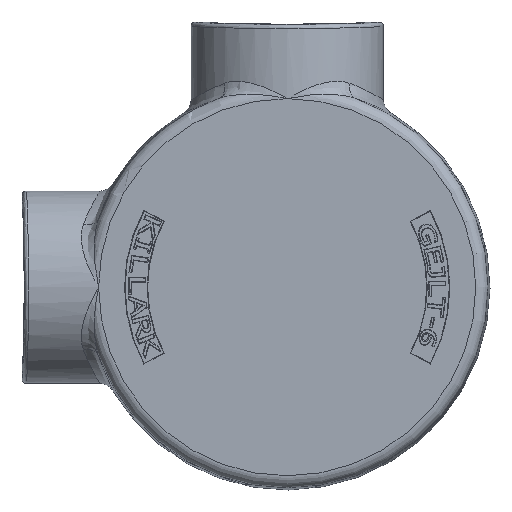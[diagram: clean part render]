
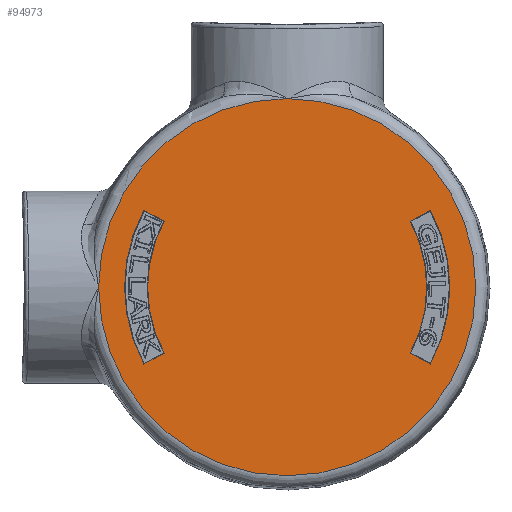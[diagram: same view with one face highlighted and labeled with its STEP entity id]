
A CAD part, front view. The second image highlights one B-rep face of the part: STEP entity #94973.
In plain terms, the highlighted planar face has unit normal (0, -1, 0).
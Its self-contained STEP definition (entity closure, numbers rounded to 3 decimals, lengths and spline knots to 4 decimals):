
#9189=FACE_BOUND('',#18328,.T.);
#9190=FACE_BOUND('',#18329,.T.);
#9767=PLANE('',#100160);
#13190=FACE_OUTER_BOUND('',#18327,.T.);
#18327=EDGE_LOOP('',(#68092,#68093));
#18328=EDGE_LOOP('',(#68094,#68095,#68096,#68097));
#18329=EDGE_LOOP('',(#68098,#68099,#68100,#68101));
#24077=LINE('',#124984,#33856);
#24078=LINE('',#124996,#33857);
#24079=LINE('',#125008,#33858);
#24080=LINE('',#125020,#33859);
#33856=VECTOR('',#104742,0.3937);
#33857=VECTOR('',#104749,0.3937);
#33858=VECTOR('',#104756,0.3937);
#33859=VECTOR('',#104763,0.3937);
#43202=CIRCLE('',#100150,2.1791);
#43203=CIRCLE('',#100153,2.5396);
#43204=CIRCLE('',#100156,2.1791);
#43205=CIRCLE('',#100159,2.5396);
#43206=CIRCLE('',#100161,2.9447);
#43207=CIRCLE('',#100162,2.9447);
#44042=VERTEX_POINT('',#124979);
#44043=VERTEX_POINT('',#124983);
#44044=VERTEX_POINT('',#124989);
#44045=VERTEX_POINT('',#124995);
#44046=VERTEX_POINT('',#125003);
#44047=VERTEX_POINT('',#125007);
#44048=VERTEX_POINT('',#125013);
#44049=VERTEX_POINT('',#125019);
#44050=VERTEX_POINT('',#125027);
#44051=VERTEX_POINT('',#125028);
#53511=EDGE_CURVE('',#44043,#44042,#24077,.T.);
#53513=EDGE_CURVE('',#44044,#44043,#43202,.T.);
#53515=EDGE_CURVE('',#44045,#44044,#24078,.T.);
#53517=EDGE_CURVE('',#44042,#44045,#43203,.T.);
#53519=EDGE_CURVE('',#44047,#44046,#24079,.T.);
#53521=EDGE_CURVE('',#44048,#44047,#43204,.T.);
#53523=EDGE_CURVE('',#44049,#44048,#24080,.T.);
#53525=EDGE_CURVE('',#44046,#44049,#43205,.T.);
#53526=EDGE_CURVE('',#44050,#44051,#43206,.T.);
#53527=EDGE_CURVE('',#44051,#44050,#43207,.T.);
#68092=ORIENTED_EDGE('',*,*,#53526,.F.);
#68093=ORIENTED_EDGE('',*,*,#53527,.F.);
#68094=ORIENTED_EDGE('',*,*,#53525,.T.);
#68095=ORIENTED_EDGE('',*,*,#53523,.T.);
#68096=ORIENTED_EDGE('',*,*,#53521,.T.);
#68097=ORIENTED_EDGE('',*,*,#53519,.T.);
#68098=ORIENTED_EDGE('',*,*,#53517,.T.);
#68099=ORIENTED_EDGE('',*,*,#53515,.T.);
#68100=ORIENTED_EDGE('',*,*,#53513,.T.);
#68101=ORIENTED_EDGE('',*,*,#53511,.T.);
#94973=ADVANCED_FACE('',(#13190,#9189,#9190),#9767,.T.);
#100150=AXIS2_PLACEMENT_3D('',#124990,#104745,#104746);
#100153=AXIS2_PLACEMENT_3D('',#125001,#104752,#104753);
#100156=AXIS2_PLACEMENT_3D('',#125014,#104759,#104760);
#100159=AXIS2_PLACEMENT_3D('',#125025,#104766,#104767);
#100160=AXIS2_PLACEMENT_3D('',#125026,#104768,#104769);
#100161=AXIS2_PLACEMENT_3D('',#125029,#104770,#104771);
#100162=AXIS2_PLACEMENT_3D('',#125030,#104772,#104773);
#104742=DIRECTION('',(-0.883,0.,-0.469));
#104745=DIRECTION('center_axis',(0.,-1.,0.));
#104746=DIRECTION('ref_axis',(-0.883,0.,0.469));
#104749=DIRECTION('',(0.883,0.,-0.469));
#104752=DIRECTION('center_axis',(0.,1.,0.));
#104753=DIRECTION('ref_axis',(0.883,0.,-0.469));
#104756=DIRECTION('',(0.883,0.,0.469));
#104759=DIRECTION('center_axis',(0.,-1.,0.));
#104760=DIRECTION('ref_axis',(0.883,0.,-0.469));
#104763=DIRECTION('',(-0.883,0.,0.469));
#104766=DIRECTION('center_axis',(0.,1.,0.));
#104767=DIRECTION('ref_axis',(-0.883,0.,0.469));
#104768=DIRECTION('center_axis',(0.,-1.,0.));
#104769=DIRECTION('ref_axis',(0.,0.,-1.));
#104770=DIRECTION('center_axis',(0.,1.,0.));
#104771=DIRECTION('ref_axis',(-1.,0.,0.));
#104772=DIRECTION('center_axis',(0.,1.,0.));
#104773=DIRECTION('ref_axis',(-1.,0.,0.));
#124979=CARTESIAN_POINT('',(-2.2384,-1.5,-1.1997));
#124983=CARTESIAN_POINT('',(-1.9201,-1.5,-1.0304));
#124984=CARTESIAN_POINT('',(-0.504,-1.5,-0.2775));
#124989=CARTESIAN_POINT('',(-1.9201,-1.5,1.0304));
#124990=CARTESIAN_POINT('Origin',(0.,-1.5,0.));
#124995=CARTESIAN_POINT('',(-2.2384,-1.5,1.1997));
#124996=CARTESIAN_POINT('',(-0.3523,-1.5,0.1968));
#125001=CARTESIAN_POINT('Origin',(0.,-1.5,0.));
#125003=CARTESIAN_POINT('',(2.2384,-1.5,1.1997));
#125007=CARTESIAN_POINT('',(1.9201,-1.5,1.0304));
#125008=CARTESIAN_POINT('',(1.7231,-1.5,0.9257));
#125013=CARTESIAN_POINT('',(1.9201,-1.5,-1.0304));
#125014=CARTESIAN_POINT('Origin',(0.,-1.5,0.));
#125019=CARTESIAN_POINT('',(2.2384,-1.5,-1.1997));
#125020=CARTESIAN_POINT('',(1.5713,-1.5,-0.845));
#125025=CARTESIAN_POINT('Origin',(0.,-1.5,0.));
#125026=CARTESIAN_POINT('Origin',(1.5637,-1.5,0.));
#125027=CARTESIAN_POINT('',(0.,-1.5,2.9447));
#125028=CARTESIAN_POINT('',(-2.9447,-1.5,0.));
#125029=CARTESIAN_POINT('Origin',(0.,-1.5,0.));
#125030=CARTESIAN_POINT('Origin',(0.,-1.5,0.));
